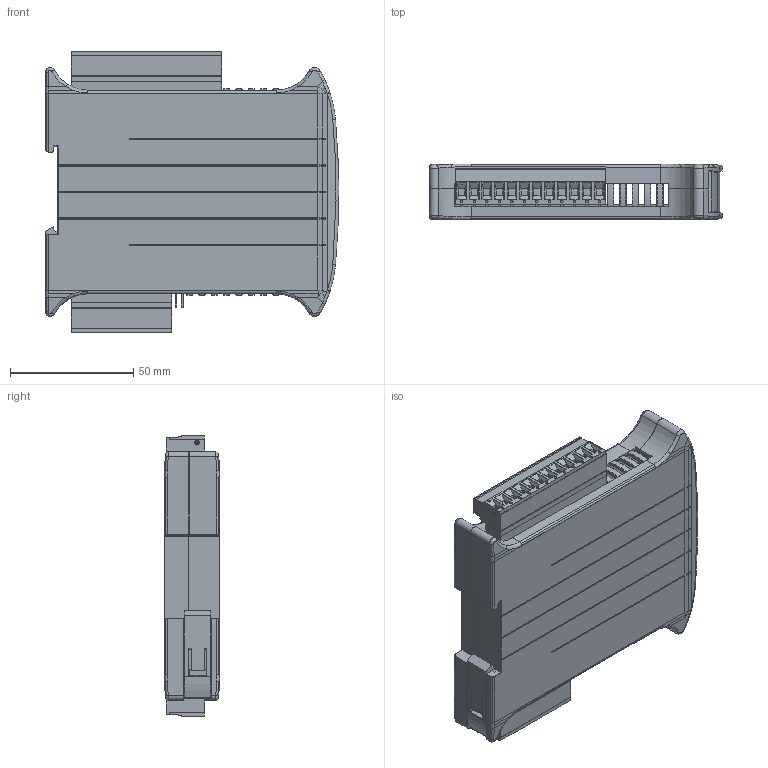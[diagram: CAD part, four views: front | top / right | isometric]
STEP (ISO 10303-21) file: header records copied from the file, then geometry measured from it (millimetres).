
FILE_DESCRIPTION(('STEP AP214'),'1');
FILE_NAME('TLB.stp','2021-05-27T09:55:14',(' '),(' '),'Spatial InterOp 3D',' ',' ');
FILE_SCHEMA(('AUTOMOTIVE_DESIGN { 1 0 10303 214 1 1 1 1 }'));
Length unit declared in the file: metre
Products named in the file (35): Display 7 segmenti; corpo; LED; pin; Display; Display 7 segmenti-1; Display 7 segmenti-2; Display 7 segmenti-3; Display 7 segmenti-4; Display 7 segmenti-5; TLB; LED segnalazione; sli-343urc3f_01; sli-343urc3f_02; sli-343urc3f_03; LED di segnalazione; LED segnalazione-1; LED segnalazione-2; LED segnalazione-3; LED segnalazione-4; LED segnalazione-5; Pulsanti; pulsante; MOLLA; AGGANCIO_RAILBOX; COPERCHIO_10_MM; BASE_12_5_MM; PORTELLINO_22_5; morsettiera femmina 8; connettore maschio 8; morsettiera femmina 12; connettore maschio 12; scheda display; scheda principale; jumper
Assembly tree (121 placements, depth 4):
  TLB
    Display
      Display 7 segmenti
        corpo
        LED
        pin  x10
      Display 7 segmenti-1
        corpo
        LED
        pin  x10
      Display 7 segmenti-2
        corpo
        LED
        pin  x10
      Display 7 segmenti-3
        corpo
        LED
        pin  x10
      Display 7 segmenti-4
        corpo
        LED
        pin  x10
      Display 7 segmenti-5
        corpo
        LED
        pin  x10
    LED di segnalazione
      LED segnalazione
        sli-343urc3f_01
        sli-343urc3f_02
        sli-343urc3f_03
      LED segnalazione-1
        sli-343urc3f_01
        sli-343urc3f_02
        sli-343urc3f_03
      LED segnalazione-2
        sli-343urc3f_01
        sli-343urc3f_02
        sli-343urc3f_03
      LED segnalazione-3
        sli-343urc3f_01
        sli-343urc3f_02
        sli-343urc3f_03
      LED segnalazione-4
        sli-343urc3f_01
        sli-343urc3f_02
        sli-343urc3f_03
      LED segnalazione-5
        sli-343urc3f_01
        sli-343urc3f_02
        sli-343urc3f_03
    Pulsanti
      pulsante  x4
    MOLLA
    AGGANCIO_RAILBOX
    COPERCHIO_10_MM
    BASE_12_5_MM
    PORTELLINO_22_5
    morsettiera femmina 8
    connettore maschio 8
Bounding box: 119.08 x 22.5 x 114 mm (x, y, z)
Volume: 92555.3 mm3; surface area: 102503.6 mm2
Topology: 109 solids, 109 shells, 6355 faces, 16295 edges, 10421 vertices
Faces by surface type: plane 4196, cylinder 1562, torus 263, cone 180, bspline 78, sphere 76
Entity records: 156349 total; most frequent: CARTESIAN_POINT 34162, DIRECTION 25255, ORIENTED_EDGE 25040, EDGE_CURVE 12520, AXIS2_PLACEMENT_3D 8432, LINE 8391, VECTOR 8391, VERTEX_POINT 7952
